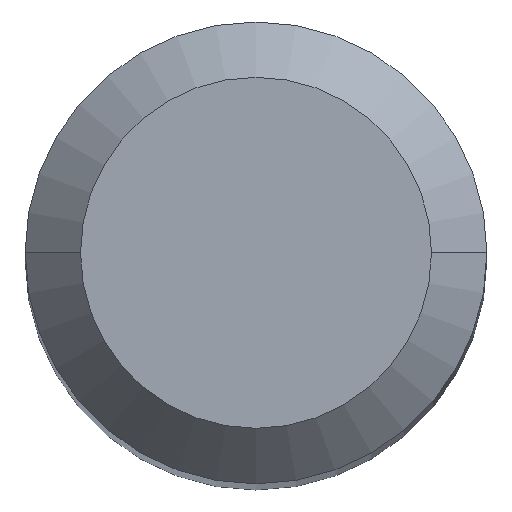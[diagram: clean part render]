
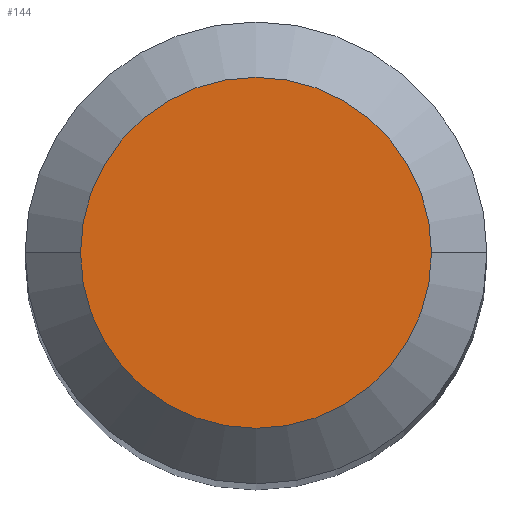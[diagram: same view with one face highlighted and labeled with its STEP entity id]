
A CAD part, top view. The second image highlights one B-rep face of the part: STEP entity #144.
In plain terms, the highlighted planar face has unit normal (0, 0, 1).
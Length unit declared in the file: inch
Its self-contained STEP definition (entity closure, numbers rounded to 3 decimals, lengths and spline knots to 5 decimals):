
#11 = AXIS2_PLACEMENT_3D ( 'NONE', #258, #255, #146 ) ;
#31 = DIRECTION ( 'NONE',  ( 1., 0., 0. ) ) ;
#45 = CARTESIAN_POINT ( 'NONE',  ( 0., 0.0475, 0. ) ) ;
#59 = CARTESIAN_POINT ( 'NONE',  ( 0.0475, 0., 0. ) ) ;
#75 = PLANE ( 'NONE',  #297 ) ;
#81 = ORIENTED_EDGE ( 'NONE', *, *, #284, .T. ) ;
#100 = EDGE_CURVE ( 'NONE', #453, #219, #310, .T. ) ;
#103 = DIRECTION ( 'NONE',  ( 0., 0., 1. ) ) ;
#144 = ADVANCED_FACE ( 'NONE', ( #431 ), #75, .F. ) ;
#146 = DIRECTION ( 'NONE',  ( 1., 0., 0. ) ) ;
#189 = ORIENTED_EDGE ( 'NONE', *, *, #100, .T. ) ;
#219 = VERTEX_POINT ( 'NONE', #287 ) ;
#255 = DIRECTION ( 'NONE',  ( 0., 0., 1. ) ) ;
#258 = CARTESIAN_POINT ( 'NONE',  ( 0., 0., 0. ) ) ;
#275 = EDGE_LOOP ( 'NONE', ( #81, #189 ) ) ;
#284 = EDGE_CURVE ( 'NONE', #219, #453, #339, .T. ) ;
#286 = CARTESIAN_POINT ( 'NONE',  ( 0., 0., 0. ) ) ;
#287 = CARTESIAN_POINT ( 'NONE',  ( -0.0475, 0., 0. ) ) ;
#297 = AXIS2_PLACEMENT_3D ( 'NONE', #45, #397, #363 ) ;
#310 = CIRCLE ( 'NONE', #422, 0.0475 ) ;
#339 = CIRCLE ( 'NONE', #11, 0.0475 ) ;
#363 = DIRECTION ( 'NONE',  ( -1., 0., 0. ) ) ;
#397 = DIRECTION ( 'NONE',  ( 0., 0., -1. ) ) ;
#422 = AXIS2_PLACEMENT_3D ( 'NONE', #286, #103, #31 ) ;
#431 = FACE_OUTER_BOUND ( 'NONE', #275, .T. ) ;
#453 = VERTEX_POINT ( 'NONE', #59 ) ;
